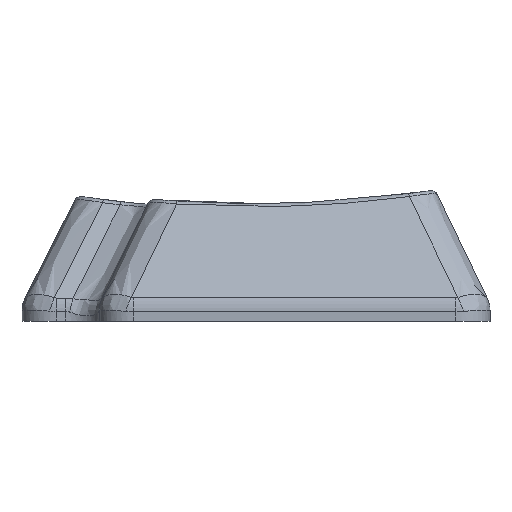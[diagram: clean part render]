
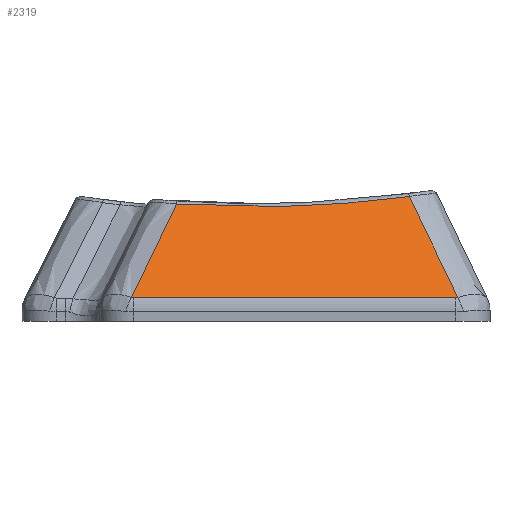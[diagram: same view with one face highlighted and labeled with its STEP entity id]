
A CAD part, front view. The second image highlights one B-rep face of the part: STEP entity #2319.
In plain terms, the highlighted planar face has unit normal (0, -0.839, 0.545).
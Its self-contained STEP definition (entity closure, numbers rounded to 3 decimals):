
#22=PLANE('',#2482);
#240=FACE_OUTER_BOUND('',#378,.T.);
#378=EDGE_LOOP('',(#1677,#1678,#1679,#1680,#1681,#1682));
#503=LINE('',#3688,#627);
#627=VECTOR('',#2671,10.);
#792=B_SPLINE_CURVE_WITH_KNOTS('',3,(#3889,#3890,#3891,#3892),
 .UNSPECIFIED.,.F.,.F.,(4,4),(-0.771,-0.066),
 .UNSPECIFIED.);
#794=B_SPLINE_CURVE_WITH_KNOTS('',3,(#3900,#3901,#3902,#3903),
 .UNSPECIFIED.,.F.,.F.,(4,4),(0.078,0.84),
 .UNSPECIFIED.);
#795=B_SPLINE_CURVE_WITH_KNOTS('',3,(#3904,#3905,#3906,#3907),
 .UNSPECIFIED.,.F.,.F.,(4,4),(-1.371,0.),
 .UNSPECIFIED.);
#925=ELLIPSE('',#2474,0.918,0.5);
#927=ELLIPSE('',#2479,0.918,0.5);
#988=VERTEX_POINT('',#3647);
#990=VERTEX_POINT('',#3678);
#992=VERTEX_POINT('',#3684);
#994=VERTEX_POINT('',#3705);
#1002=VERTEX_POINT('',#3888);
#1003=VERTEX_POINT('',#3899);
#1249=EDGE_CURVE('',#988,#990,#925,.T.);
#1252=EDGE_CURVE('',#990,#992,#503,.T.);
#1255=EDGE_CURVE('',#992,#994,#927,.T.);
#1270=EDGE_CURVE('',#994,#1002,#792,.T.);
#1272=EDGE_CURVE('',#1003,#988,#794,.T.);
#1273=EDGE_CURVE('',#1002,#1003,#795,.T.);
#1677=ORIENTED_EDGE('',*,*,#1255,.F.);
#1678=ORIENTED_EDGE('',*,*,#1252,.F.);
#1679=ORIENTED_EDGE('',*,*,#1249,.F.);
#1680=ORIENTED_EDGE('',*,*,#1272,.F.);
#1681=ORIENTED_EDGE('',*,*,#1273,.F.);
#1682=ORIENTED_EDGE('',*,*,#1270,.F.);
#2319=ADVANCED_FACE('',(#240),#22,.F.);
#2474=AXIS2_PLACEMENT_3D('',#3682,#2664,#2665);
#2479=AXIS2_PLACEMENT_3D('',#3709,#2676,#2677);
#2482=AXIS2_PLACEMENT_3D('',#3898,#2682,#2683);
#2664=DIRECTION('center_axis',(0.,0.839,-0.545));
#2665=DIRECTION('ref_axis',(0.,-0.545,-0.839));
#2671=DIRECTION('',(-1.,0.,0.));
#2676=DIRECTION('center_axis',(0.,0.839,-0.545));
#2677=DIRECTION('ref_axis',(0.,-0.545,-0.839));
#2682=DIRECTION('center_axis',(0.,0.839,-0.545));
#2683=DIRECTION('ref_axis',(-1.,0.,0.));
#3647=CARTESIAN_POINT('',(9.577,-18.35,0.394));
#3678=CARTESIAN_POINT('',(9.462,-18.363,0.373));
#3682=CARTESIAN_POINT('Origin',(9.462,-17.863,1.142));
#3684=CARTESIAN_POINT('',(-9.462,-18.363,0.373));
#3688=CARTESIAN_POINT('',(1.611,-18.363,0.373));
#3705=CARTESIAN_POINT('',(-9.577,-18.35,0.393));
#3709=CARTESIAN_POINT('Origin',(-9.462,-17.863,1.142));
#3888=CARTESIAN_POINT('',(-6.938,-14.789,5.875));
#3889=CARTESIAN_POINT('Ctrl Pts',(-9.577,-18.35,0.393));
#3890=CARTESIAN_POINT('Ctrl Pts',(-8.697,-17.163,2.221));
#3891=CARTESIAN_POINT('Ctrl Pts',(-7.818,-15.976,4.048));
#3892=CARTESIAN_POINT('Ctrl Pts',(-6.938,-14.789,5.875));
#3898=CARTESIAN_POINT('Origin',(-8.239,-14.235,6.727));
#3899=CARTESIAN_POINT('',(6.726,-14.503,6.315));
#3900=CARTESIAN_POINT('Ctrl Pts',(6.726,-14.503,6.315));
#3901=CARTESIAN_POINT('Ctrl Pts',(7.677,-15.785,4.341));
#3902=CARTESIAN_POINT('Ctrl Pts',(8.627,-17.067,2.367));
#3903=CARTESIAN_POINT('Ctrl Pts',(9.577,-18.35,0.394));
#3904=CARTESIAN_POINT('Ctrl Pts',(-6.938,-14.789,5.875));
#3905=CARTESIAN_POINT('Ctrl Pts',(-2.384,-14.994,5.56));
#3906=CARTESIAN_POINT('Ctrl Pts',(2.214,-14.897,5.709));
#3907=CARTESIAN_POINT('Ctrl Pts',(6.726,-14.503,6.315));
